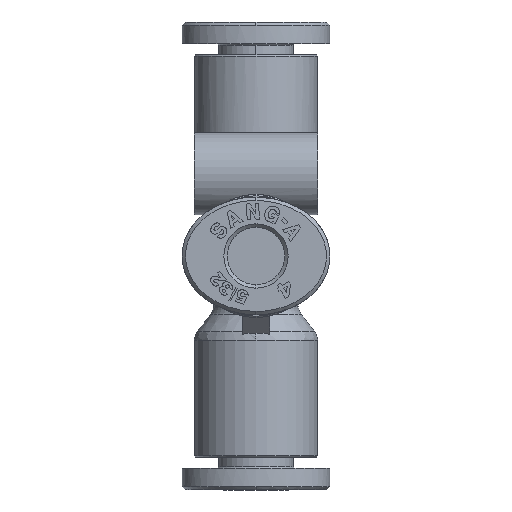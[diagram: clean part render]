
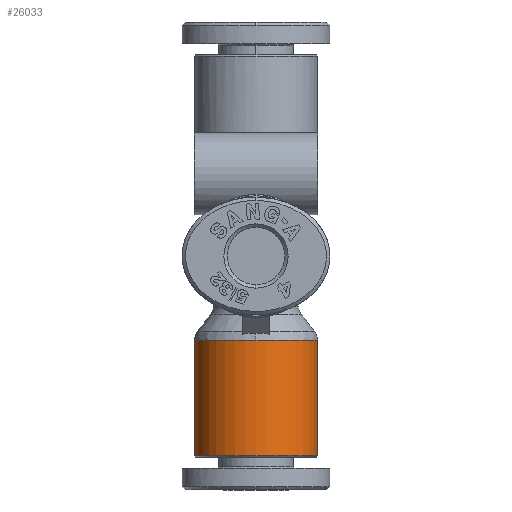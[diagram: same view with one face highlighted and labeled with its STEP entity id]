
A CAD part, left-side view. The second image highlights one B-rep face of the part: STEP entity #26033.
In plain terms, the highlighted cylindrical face has radius 4.5 mm (diameter 9 mm), a partial arc.
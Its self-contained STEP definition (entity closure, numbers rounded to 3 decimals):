
#195 = AXIS2_PLACEMENT_3D ( 'NONE', #5314, #4762, #30894 ) ;
#1602 = DIRECTION ( 'NONE',  ( 0., 0., -1. ) ) ;
#2381 = ORIENTED_EDGE ( 'NONE', *, *, #37958, .T. ) ;
#3889 = CARTESIAN_POINT ( 'NONE',  ( 5.1, 4.5, 6.143 ) ) ;
#4762 = DIRECTION ( 'NONE',  ( 0., 0., -1. ) ) ;
#5314 = CARTESIAN_POINT ( 'NONE',  ( 5.1, 0., 9.65 ) ) ;
#8512 = VERTEX_POINT ( 'NONE', #11708 ) ;
#8584 = EDGE_CURVE ( 'NONE', #16974, #8512, #26339, .T. ) ;
#8682 = ORIENTED_EDGE ( 'NONE', *, *, #53569, .T. ) ;
#11708 = CARTESIAN_POINT ( 'NONE',  ( 5.1, -4.5, 6.143 ) ) ;
#11891 = EDGE_CURVE ( 'NONE', #23377, #16974, #21486, .T. ) ;
#12473 = DIRECTION ( 'NONE',  ( 0., 0., -1. ) ) ;
#13752 = AXIS2_PLACEMENT_3D ( 'NONE', #21257, #51462, #34460 ) ;
#14892 = CARTESIAN_POINT ( 'NONE',  ( 5.1, 0., 6.143 ) ) ;
#15419 = VERTEX_POINT ( 'NONE', #3889 ) ;
#16974 = VERTEX_POINT ( 'NONE', #31656 ) ;
#19920 = FACE_OUTER_BOUND ( 'NONE', #34813, .T. ) ;
#21257 = CARTESIAN_POINT ( 'NONE',  ( 5.1, 0., 6.143 ) ) ;
#21486 = CIRCLE ( 'NONE', #28570, 4.5 ) ;
#22555 = CYLINDRICAL_SURFACE ( 'NONE', #195, 4.5 ) ;
#23096 = CARTESIAN_POINT ( 'NONE',  ( 5.1, 0., 14.6 ) ) ;
#23377 = VERTEX_POINT ( 'NONE', #45204 ) ;
#23451 = DIRECTION ( 'NONE',  ( 0., 0., 1. ) ) ;
#25418 = CARTESIAN_POINT ( 'NONE',  ( 5.1, 4.5, 9.65 ) ) ;
#26033 = ADVANCED_FACE ( 'NONE', ( #19920 ), #22555, .T. ) ;
#26339 = LINE ( 'NONE', #55199, #35618 ) ;
#26472 = CARTESIAN_POINT ( 'NONE',  ( 9.6, 0., 6.143 ) ) ;
#28570 = AXIS2_PLACEMENT_3D ( 'NONE', #23096, #1602, #52929 ) ;
#30894 = DIRECTION ( 'NONE',  ( 0., 1., 0. ) ) ;
#31656 = CARTESIAN_POINT ( 'NONE',  ( 5.1, -4.5, 14.6 ) ) ;
#34460 = DIRECTION ( 'NONE',  ( 0., 1., 0. ) ) ;
#34813 = EDGE_LOOP ( 'NONE', ( #45506, #35936, #8682, #2381, #48142 ) ) ;
#35618 = VECTOR ( 'NONE', #12473, 1000. ) ;
#35936 = ORIENTED_EDGE ( 'NONE', *, *, #8584, .T. ) ;
#37951 = CIRCLE ( 'NONE', #41849, 4.5 ) ;
#37958 = EDGE_CURVE ( 'NONE', #48495, #15419, #48408, .T. ) ;
#41849 = AXIS2_PLACEMENT_3D ( 'NONE', #14892, #23451, #44670 ) ;
#43068 = VECTOR ( 'NONE', #50378, 1000. ) ;
#43082 = EDGE_CURVE ( 'NONE', #23377, #15419, #49057, .T. ) ;
#44670 = DIRECTION ( 'NONE',  ( 0., 1., 0. ) ) ;
#45204 = CARTESIAN_POINT ( 'NONE',  ( 5.1, 4.5, 14.6 ) ) ;
#45506 = ORIENTED_EDGE ( 'NONE', *, *, #11891, .T. ) ;
#48142 = ORIENTED_EDGE ( 'NONE', *, *, #43082, .F. ) ;
#48408 = CIRCLE ( 'NONE', #13752, 4.5 ) ;
#48495 = VERTEX_POINT ( 'NONE', #26472 ) ;
#49057 = LINE ( 'NONE', #25418, #43068 ) ;
#50378 = DIRECTION ( 'NONE',  ( 0., 0., -1. ) ) ;
#51462 = DIRECTION ( 'NONE',  ( 0., 0., 1. ) ) ;
#52929 = DIRECTION ( 'NONE',  ( 0., 1., 0. ) ) ;
#53569 = EDGE_CURVE ( 'NONE', #8512, #48495, #37951, .T. ) ;
#55199 = CARTESIAN_POINT ( 'NONE',  ( 5.1, -4.5, 9.65 ) ) ;
